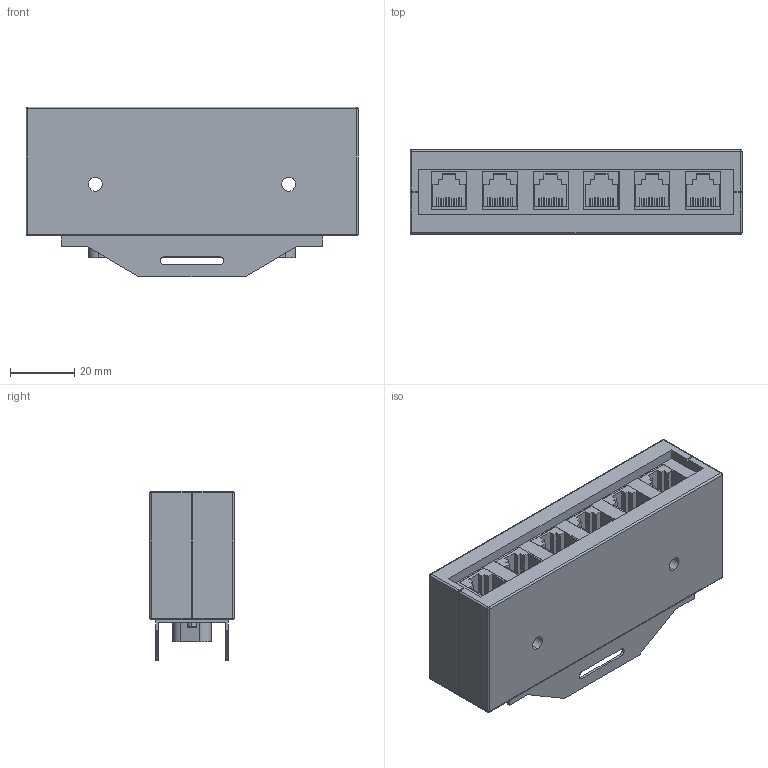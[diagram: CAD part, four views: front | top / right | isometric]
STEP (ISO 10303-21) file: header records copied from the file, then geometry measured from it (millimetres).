
FILE_DESCRIPTION (( 'STEP AP214' ), '1' );
FILE_NAME ('EC806M.STEP', '2009-08-25T12:33:14', ( ' ' ), ( ' ' ), 'SwSTEP 2.0', 'SolidWorks 2008', '' );
FILE_SCHEMA (( 'AUTOMOTIVE_DESIGN' ));
Length unit declared in the file: inch
Products named in the file (6): EC806M; EC806M-MA5; EC806M-MA4; TELCO 50F; 50 pin centronics receptacle; connector flange_THICK FLANGE
Assembly tree (10 placements, depth 3):
  EC806M
    TELCO 50F
      connector flange_THICK FLANGE
      50 pin centronics receptacle
    EC806M-MA5  x6
    EC806M-MA4
Bounding box: 103 x 26.16 x 52.58 mm (x, y, z)
Volume: 109419.5 mm3; surface area: 38912.8 mm2
Topology: 9 solids, 9 shells, 1100 faces, 2833 edges, 1871 vertices
Faces by surface type: plane 995, cylinder 56, bspline 37, sphere 8, torus 4
Entity records: 35493 total; most frequent: CARTESIAN_POINT 6619, ORIENTED_EDGE 4210, DIRECTION 3794, EDGE_CURVE 2105, LINE 1910, VECTOR 1910, VERTEX_POINT 1391, EDGE_LOOP 998
